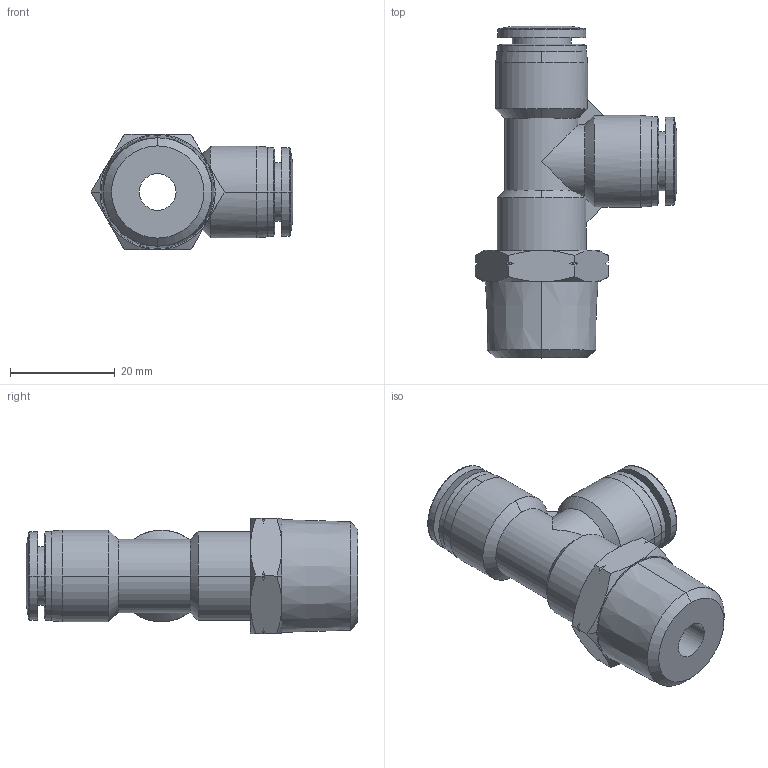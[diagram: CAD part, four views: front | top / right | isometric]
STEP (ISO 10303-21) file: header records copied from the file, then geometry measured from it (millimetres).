
FILE_DESCRIPTION (( 'STEP AP214' ), '1' );
FILE_NAME ('MRT38-12N.step', '2016-02-24T20:43:53', ( '' ), ( '' ), 'SwSTEP 2.0', 'SolidWorks 2015', '' );
FILE_SCHEMA (( 'AUTOMOTIVE_DESIGN' ));
Length unit declared in the file: inch
Products named in the file (1): MRT38-12N
Bounding box: 38.5 x 63.3 x 22 mm (x, y, z)
Volume: 15121.3 mm3; surface area: 8035.6 mm2
Topology: 1 solids, 1 shells, 121 faces, 301 edges, 190 vertices
Faces by surface type: cone 56, cylinder 33, plane 24, bspline 8
Entity records: 5442 total; most frequent: CARTESIAN_POINT 1017, ORIENTED_EDGE 602, DIRECTION 591, EDGE_CURVE 301, AXIS2_PLACEMENT_3D 252, VERTEX_POINT 190, CIRCLE 138, EDGE_LOOP 133
